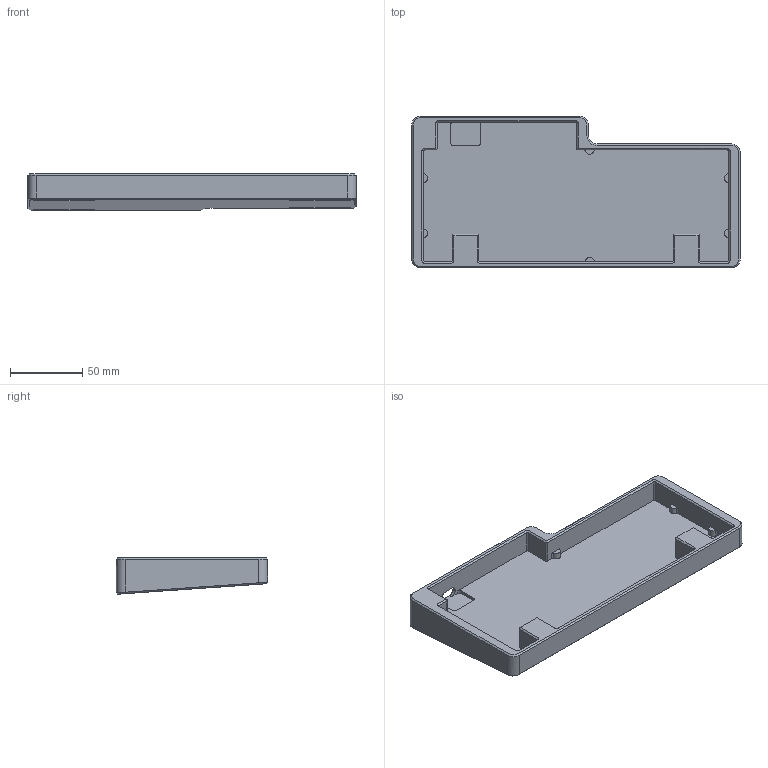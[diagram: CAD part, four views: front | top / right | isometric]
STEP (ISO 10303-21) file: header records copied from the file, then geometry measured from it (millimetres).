
FILE_DESCRIPTION(/* description */ (''),/* implementation_level */ '2;1');
FILE_NAME(/* name */ 'nomaad-case.step',/* time_stamp */ '2024-08-28T14:00:11-04:00',/* author */ (''),/* organization */ (''),/* preprocessor_version */ 'ST-DEVELOPER v20',/* originating_system */ 'Autodesk Translation Framework v13.14.0.145',/* authorisation */ '');
FILE_SCHEMA (('AUTOMOTIVE_DESIGN { 1 0 10303 214 3 1 1 }'));
Length unit declared in the file: millimetre
Products named in the file (1): nomaad-draft1
Bounding box: 226.6 x 104.3 x 25.05 mm (x, y, z)
Volume: 166543.6 mm3; surface area: 67582.3 mm2
Topology: 1 solids, 1 shells, 177 faces, 454 edges, 284 vertices
Faces by surface type: plane 83, cylinder 60, cone 22, bspline 12
Entity records: 5603 total; most frequent: CARTESIAN_POINT 1240, ORIENTED_EDGE 908, DIRECTION 898, EDGE_CURVE 454, AXIS2_PLACEMENT_3D 302, LINE 294, VECTOR 294, VERTEX_POINT 284
